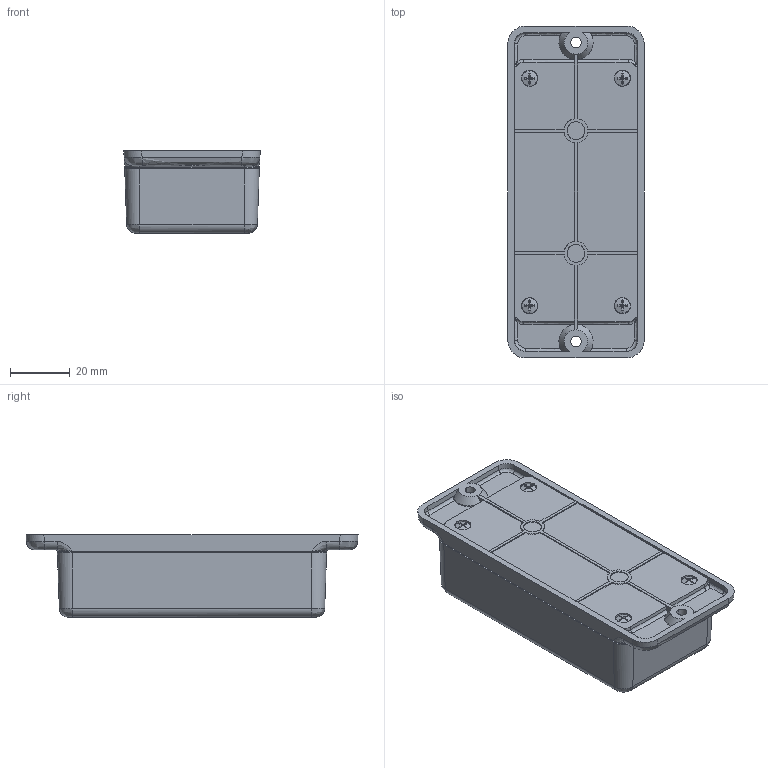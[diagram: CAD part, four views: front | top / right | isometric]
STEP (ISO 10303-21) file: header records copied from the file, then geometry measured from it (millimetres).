
FILE_DESCRIPTION(/* description */ (''),/* implementation_level */ '2;1');
FILE_NAME(/* name */ 'SENSOR_BOARD_BOX_V3',/* time_stamp */ '2021-12-10T11:18:51+01:00',/* author */ (''),/* organization */ (''),/* preprocessor_version */ 'ST-DEVELOPER v15',/* originating_system */ '',/* authorisation */ '');
FILE_SCHEMA (('AUTOMOTIVE_DESIGN'));
Length unit declared in the file: millimetre
Products named in the file (3): Document; JIS B 1122 - M2.6×12; TWF5-9_フランジ
Assembly tree (5 placements, depth 2):
  Document
    JIS B 1122 - M2.6×12  x4
    TWF5-9_フランジ
Bounding box: 45.6 x 111 x 27.5 mm (x, y, z)
Volume: 20360.2 mm3; surface area: 35412.9 mm2
Topology: 11 solids, 12 shells, 1031 faces, 2643 edges, 1691 vertices
Faces by surface type: bspline 553, plane 478
Entity records: 33510 total; most frequent: CARTESIAN_POINT 18660, ORIENTED_EDGE 4678, EDGE_CURVE 2345, B_SPLINE_CURVE_WITH_KNOTS 1665, VERTEX_POINT 1508, EDGE_LOOP 1025, ADVANCED_FACE 926, FACE_OUTER_BOUND 926
